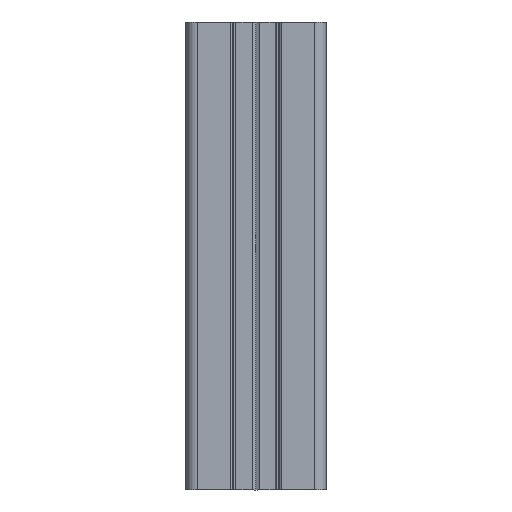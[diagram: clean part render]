
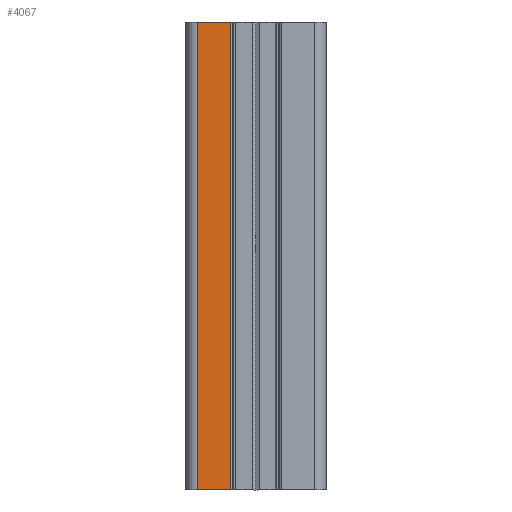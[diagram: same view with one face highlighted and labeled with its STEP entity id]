
A CAD part, front view. The second image highlights one B-rep face of the part: STEP entity #4067.
In plain terms, the highlighted planar face has unit normal (0, -1, 0).
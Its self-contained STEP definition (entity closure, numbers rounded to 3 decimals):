
#64 = LINE ( 'NONE', #4423, #6076 ) ;
#197 = FACE_OUTER_BOUND ( 'NONE', #2596, .T. ) ;
#344 = DIRECTION ( 'NONE',  ( 1., 0., 0. ) ) ;
#742 = CARTESIAN_POINT ( 'NONE',  ( 6343.916, 2345.616, 100. ) ) ;
#1487 = DIRECTION ( 'NONE',  ( 0., 0., -1. ) ) ;
#1584 = LINE ( 'NONE', #742, #7903 ) ;
#1638 = VERTEX_POINT ( 'NONE', #3466 ) ;
#1992 = VERTEX_POINT ( 'NONE', #6140 ) ;
#2125 = VERTEX_POINT ( 'NONE', #5504 ) ;
#2135 = ORIENTED_EDGE ( 'NONE', *, *, #9388, .T. ) ;
#2188 = PLANE ( 'NONE',  #7848 ) ;
#2228 = EDGE_CURVE ( 'NONE', #1638, #1992, #1584, .T. ) ;
#2514 = ORIENTED_EDGE ( 'NONE', *, *, #2228, .F. ) ;
#2579 = LINE ( 'NONE', #8401, #9173 ) ;
#2596 = EDGE_LOOP ( 'NONE', ( #2514, #10688, #9114, #2135 ) ) ;
#2970 = DIRECTION ( 'NONE',  ( 0., 0., 1. ) ) ;
#3032 = CARTESIAN_POINT ( 'NONE',  ( 6336.816, 2345.616, 100. ) ) ;
#3443 = DIRECTION ( 'NONE',  ( 1., 0., 0. ) ) ;
#3466 = CARTESIAN_POINT ( 'NONE',  ( 6343.916, 2345.616, 100. ) ) ;
#3844 = CARTESIAN_POINT ( 'NONE',  ( 6336.816, 2345.616, 100. ) ) ;
#4067 = ADVANCED_FACE ( 'NONE', ( #197 ), #2188, .F. ) ;
#4423 = CARTESIAN_POINT ( 'NONE',  ( 6341.366, 2345.616, 100. ) ) ;
#4679 = DIRECTION ( 'NONE',  ( 0., 0., 1. ) ) ;
#5338 = VERTEX_POINT ( 'NONE', #3844 ) ;
#5504 = CARTESIAN_POINT ( 'NONE',  ( 6336.816, 2345.616, 0. ) ) ;
#5773 = EDGE_CURVE ( 'NONE', #2125, #5338, #6195, .T. ) ;
#5946 = VECTOR ( 'NONE', #2970, 1000. ) ;
#6076 = VECTOR ( 'NONE', #344, 1000. ) ;
#6140 = CARTESIAN_POINT ( 'NONE',  ( 6343.916, 2345.616, 0. ) ) ;
#6195 = LINE ( 'NONE', #7922, #5946 ) ;
#7848 = AXIS2_PLACEMENT_3D ( 'NONE', #3032, #9649, #4679 ) ;
#7903 = VECTOR ( 'NONE', #1487, 1000. ) ;
#7922 = CARTESIAN_POINT ( 'NONE',  ( 6336.816, 2345.616, 100. ) ) ;
#8401 = CARTESIAN_POINT ( 'NONE',  ( 6336.816, 2345.616, 0. ) ) ;
#8706 = EDGE_CURVE ( 'NONE', #5338, #1638, #64, .T. ) ;
#9114 = ORIENTED_EDGE ( 'NONE', *, *, #5773, .F. ) ;
#9173 = VECTOR ( 'NONE', #3443, 1000. ) ;
#9388 = EDGE_CURVE ( 'NONE', #2125, #1992, #2579, .T. ) ;
#9649 = DIRECTION ( 'NONE',  ( 0., 1., 0. ) ) ;
#10688 = ORIENTED_EDGE ( 'NONE', *, *, #8706, .F. ) ;
